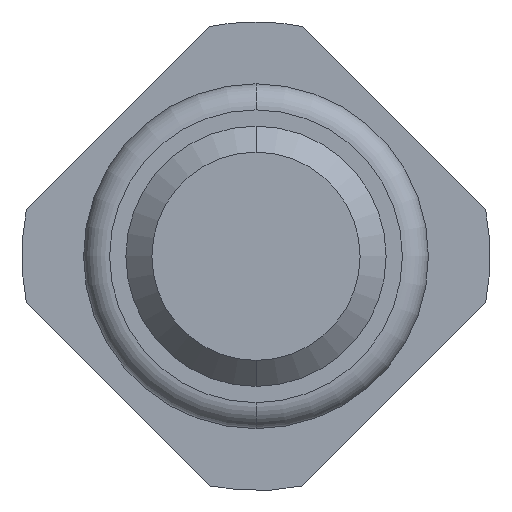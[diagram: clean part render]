
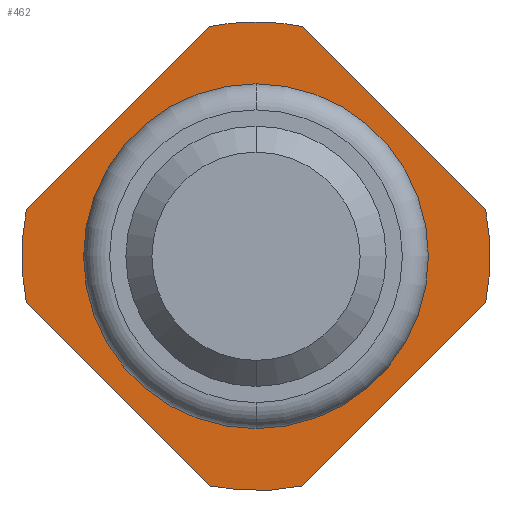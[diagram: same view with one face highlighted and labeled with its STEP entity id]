
A CAD part, front view. The second image highlights one B-rep face of the part: STEP entity #462.
In plain terms, the highlighted planar face has unit normal (0, -1, 0).
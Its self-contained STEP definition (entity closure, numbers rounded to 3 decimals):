
#45 = VERTEX_POINT ( 'NONE', #2866 ) ;
#102 = VECTOR ( 'NONE', #2340, 1000. ) ;
#121 = ORIENTED_EDGE ( 'NONE', *, *, #890, .F. ) ;
#205 = ORIENTED_EDGE ( 'NONE', *, *, #2469, .F. ) ;
#241 = CARTESIAN_POINT ( 'NONE',  ( 0., -2., 0. ) ) ;
#272 = CARTESIAN_POINT ( 'NONE',  ( 1.961, -2., -0.161 ) ) ;
#280 = FACE_BOUND ( 'NONE', #2276, .T. ) ;
#323 = CARTESIAN_POINT ( 'NONE',  ( 0., -2., 0. ) ) ;
#324 = EDGE_CURVE ( 'Defeature ausgef�hrt2_0+Defeature ausgef�hrt2_12+Defeature ausgef�hrt2_12+Defeature ausgef�hrt2_12', #1221, #1805, #2135, .T. ) ;
#331 = CARTESIAN_POINT ( 'NONE',  ( 1.764, -2., 0.357 ) ) ;
#333 = VECTOR ( 'NONE', #1059, 1000. ) ;
#334 = AXIS2_PLACEMENT_3D ( 'NONE', #323, #622, #1788 ) ;
#372 = LINE ( 'NONE', #392, #2272 ) ;
#392 = CARTESIAN_POINT ( 'NONE',  ( -0.161, -2., 1.961 ) ) ;
#432 = CARTESIAN_POINT ( 'NONE',  ( -1.764, -2., -0.357 ) ) ;
#462 = ADVANCED_FACE ( 'Defeature ausgef�hrt2_0', ( #280, #2031 ), #1991, .F. ) ;
#522 = ORIENTED_EDGE ( 'NONE', *, *, #324, .T. ) ;
#543 = CARTESIAN_POINT ( 'NONE',  ( 0., -2., 0. ) ) ;
#568 = ORIENTED_EDGE ( 'NONE', *, *, #2593, .F. ) ;
#591 = VERTEX_POINT ( 'NONE', #2993 ) ;
#622 = DIRECTION ( 'NONE',  ( 0., 1., 0. ) ) ;
#670 = CARTESIAN_POINT ( 'NONE',  ( -0.357, -2., -1.764 ) ) ;
#735 = EDGE_CURVE ( 'Defeature ausgef�hrt2_15+Defeature ausgef�hrt2_0+Defeature ausgef�hrt2_1+Defeature ausgef�hrt2_4', #1220, #45, #1075, .T. ) ;
#834 = DIRECTION ( 'NONE',  ( 0., 0., 1. ) ) ;
#877 = CIRCLE ( 'NONE', #3361, 1.8 ) ;
#890 = EDGE_CURVE ( 'Defeature ausgef�hrt2_2+Defeature ausgef�hrt2_0+Defeature ausgef�hrt2_17+Defeature ausgef�hrt2_18', #1228, #2802, #1232, .T. ) ;
#911 = LINE ( 'NONE', #924, #102 ) ;
#924 = CARTESIAN_POINT ( 'NONE',  ( -0.161, -2., -1.961 ) ) ;
#1059 = DIRECTION ( 'NONE',  ( 0.707, 0., -0.707 ) ) ;
#1075 = LINE ( 'NONE', #272, #3716 ) ;
#1091 = ORIENTED_EDGE ( 'NONE', *, *, #2379, .F. ) ;
#1180 = CARTESIAN_POINT ( 'NONE',  ( 1.8, -2., 0. ) ) ;
#1184 = DIRECTION ( 'NONE',  ( 0., 0., 1. ) ) ;
#1220 = VERTEX_POINT ( 'NONE', #2797 ) ;
#1221 = VERTEX_POINT ( 'NONE', #2511 ) ;
#1228 = VERTEX_POINT ( 'NONE', #3389 ) ;
#1232 = CIRCLE ( 'NONE', #334, 1.8 ) ;
#1296 = CIRCLE ( 'NONE', #1772, 1.8 ) ;
#1307 = EDGE_LOOP ( 'NONE', ( #3519, #568, #121, #1091, #3337, #3027, #205, #2495, #1542 ) ) ;
#1423 = CIRCLE ( 'NONE', #3116, 1.325 ) ;
#1430 = DIRECTION ( 'NONE',  ( 0., 1., 0. ) ) ;
#1542 = ORIENTED_EDGE ( 'NONE', *, *, #2663, .F. ) ;
#1614 = DIRECTION ( 'NONE',  ( -0.707, 0., -0.707 ) ) ;
#1635 = DIRECTION ( 'NONE',  ( 0., 1., 0. ) ) ;
#1648 = VERTEX_POINT ( 'NONE', #331 ) ;
#1725 = DIRECTION ( 'NONE',  ( 0., 0., 1. ) ) ;
#1772 = AXIS2_PLACEMENT_3D ( 'NONE', #2402, #2119, #2311 ) ;
#1788 = DIRECTION ( 'NONE',  ( 0., 0., 1. ) ) ;
#1792 = VERTEX_POINT ( 'NONE', #670 ) ;
#1805 = VERTEX_POINT ( 'NONE', #2103 ) ;
#1901 = CARTESIAN_POINT ( 'NONE',  ( 0., -2., 0. ) ) ;
#1942 = DIRECTION ( 'NONE',  ( 0., 1., 0. ) ) ;
#1959 = CIRCLE ( 'NONE', #2760, 1.8 ) ;
#1991 = PLANE ( 'NONE',  #3528 ) ;
#2009 = DIRECTION ( 'NONE',  ( 0., 1., 0. ) ) ;
#2031 = FACE_OUTER_BOUND ( 'NONE', #1307, .T. ) ;
#2103 = CARTESIAN_POINT ( 'NONE',  ( 0., -2., 1.325 ) ) ;
#2119 = DIRECTION ( 'NONE',  ( 0., 1., 0. ) ) ;
#2135 = CIRCLE ( 'NONE', #2864, 1.325 ) ;
#2224 = LINE ( 'NONE', #2472, #333 ) ;
#2234 = VERTEX_POINT ( 'NONE', #3514 ) ;
#2272 = VECTOR ( 'NONE', #2429, 1000. ) ;
#2276 = EDGE_LOOP ( 'NONE', ( #3067, #522 ) ) ;
#2311 = DIRECTION ( 'NONE',  ( 0., 0., 1. ) ) ;
#2340 = DIRECTION ( 'NONE',  ( -0.707, 0., 0.707 ) ) ;
#2379 = EDGE_CURVE ( 'Defeature ausgef�hrt2_17+Defeature ausgef�hrt2_0+Defeature ausgef�hrt2_3+Defeature ausgef�hrt2_2', #591, #1228, #372, .T. ) ;
#2402 = CARTESIAN_POINT ( 'NONE',  ( 0., -2., 0. ) ) ;
#2422 = VERTEX_POINT ( 'NONE', #432 ) ;
#2429 = DIRECTION ( 'NONE',  ( 0.707, 0., 0.707 ) ) ;
#2469 = EDGE_CURVE ( 'Defeature ausgef�hrt2_4+Defeature ausgef�hrt2_0+Defeature ausgef�hrt2_15+Defeature ausgef�hrt2_16', #45, #1792, #1959, .T. ) ;
#2472 = CARTESIAN_POINT ( 'NONE',  ( 1.961, -2., 0.161 ) ) ;
#2480 = EDGE_CURVE ( 'Defeature ausgef�hrt2_18+Defeature ausgef�hrt2_0+Defeature ausgef�hrt2_2+Defeature ausgef�hrt2_1', #2234, #1648, #2224, .T. ) ;
#2490 = DIRECTION ( 'NONE',  ( 0., 0., 1. ) ) ;
#2495 = ORIENTED_EDGE ( 'NONE', *, *, #735, .F. ) ;
#2505 = DIRECTION ( 'NONE',  ( 0., 0., 1. ) ) ;
#2511 = CARTESIAN_POINT ( 'NONE',  ( 0., -2., -1.325 ) ) ;
#2518 = AXIS2_PLACEMENT_3D ( 'NONE', #3431, #1942, #834 ) ;
#2593 = EDGE_CURVE ( 'Defeature ausgef�hrt2_2+Defeature ausgef�hrt2_0+Defeature ausgef�hrt2_17+Defeature ausgef�hrt2_18', #2802, #2234, #1296, .T. ) ;
#2663 = EDGE_CURVE ( 'Defeature ausgef�hrt2_1+Defeature ausgef�hrt2_0+Defeature ausgef�hrt2_18+Defeature ausgef�hrt2_15', #1648, #1220, #877, .T. ) ;
#2760 = AXIS2_PLACEMENT_3D ( 'NONE', #1901, #2795, #2490 ) ;
#2795 = DIRECTION ( 'NONE',  ( 0., 1., 0. ) ) ;
#2797 = CARTESIAN_POINT ( 'NONE',  ( 1.764, -2., -0.357 ) ) ;
#2802 = VERTEX_POINT ( 'NONE', #3356 ) ;
#2864 = AXIS2_PLACEMENT_3D ( 'NONE', #543, #1635, #2505 ) ;
#2865 = CARTESIAN_POINT ( 'NONE',  ( 0., -2., 0. ) ) ;
#2866 = CARTESIAN_POINT ( 'NONE',  ( 0.357, -2., -1.764 ) ) ;
#2993 = CARTESIAN_POINT ( 'NONE',  ( -1.764, -2., 0.357 ) ) ;
#3027 = ORIENTED_EDGE ( 'NONE', *, *, #3311, .F. ) ;
#3067 = ORIENTED_EDGE ( 'NONE', *, *, #3217, .T. ) ;
#3103 = DIRECTION ( 'NONE',  ( 0., 0., 1. ) ) ;
#3116 = AXIS2_PLACEMENT_3D ( 'NONE', #241, #3712, #3103 ) ;
#3182 = CIRCLE ( 'NONE', #2518, 1.8 ) ;
#3217 = EDGE_CURVE ( 'Defeature ausgef�hrt2_0+Defeature ausgef�hrt2_12+Defeature ausgef�hrt2_12+Defeature ausgef�hrt2_12', #1805, #1221, #1423, .T. ) ;
#3311 = EDGE_CURVE ( 'Defeature ausgef�hrt2_16+Defeature ausgef�hrt2_0+Defeature ausgef�hrt2_4+Defeature ausgef�hrt2_3', #1792, #2422, #911, .T. ) ;
#3337 = ORIENTED_EDGE ( 'NONE', *, *, #3624, .F. ) ;
#3356 = CARTESIAN_POINT ( 'NONE',  ( 0., -2., 1.8 ) ) ;
#3361 = AXIS2_PLACEMENT_3D ( 'NONE', #2865, #1430, #1184 ) ;
#3389 = CARTESIAN_POINT ( 'NONE',  ( -0.357, -2., 1.764 ) ) ;
#3431 = CARTESIAN_POINT ( 'NONE',  ( 0., -2., 0. ) ) ;
#3514 = CARTESIAN_POINT ( 'NONE',  ( 0.357, -2., 1.764 ) ) ;
#3519 = ORIENTED_EDGE ( 'NONE', *, *, #2480, .F. ) ;
#3528 = AXIS2_PLACEMENT_3D ( 'NONE', #1180, #2009, #1725 ) ;
#3624 = EDGE_CURVE ( 'Defeature ausgef�hrt2_3+Defeature ausgef�hrt2_0+Defeature ausgef�hrt2_16+Defeature ausgef�hrt2_17', #2422, #591, #3182, .T. ) ;
#3712 = DIRECTION ( 'NONE',  ( 0., 1., 0. ) ) ;
#3716 = VECTOR ( 'NONE', #1614, 1000. ) ;
